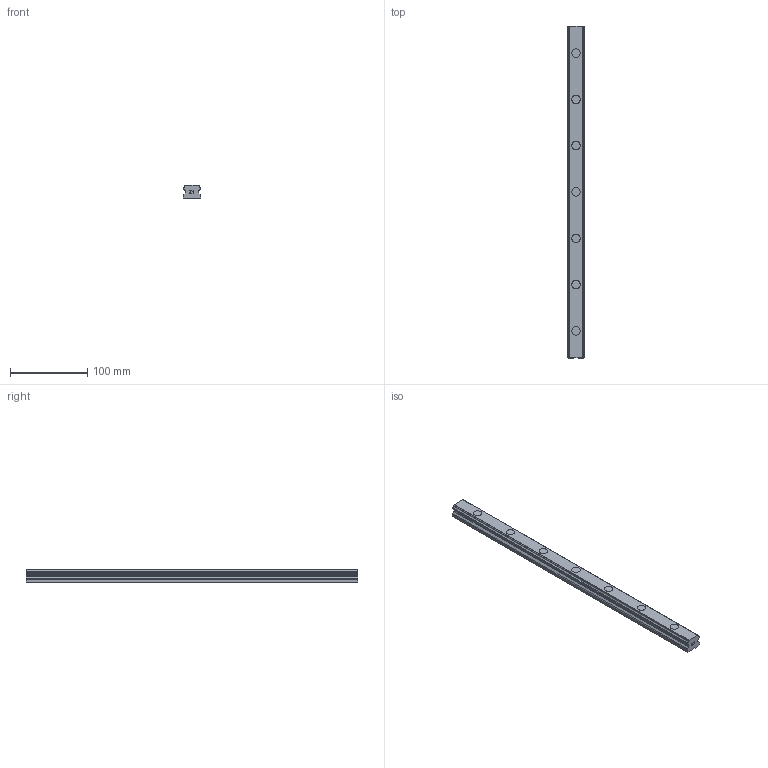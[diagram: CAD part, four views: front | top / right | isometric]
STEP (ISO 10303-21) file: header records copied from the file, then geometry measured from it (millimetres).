
FILE_DESCRIPTION(('STEP AP214'),'1');
FILE_NAME('cctmp_B789E29B-F083-4883-84B1-1480262F9A07_2021_02_10_08_33_00_0748..stp','2021-02-10T07:33:00',('HIWIN GmbH'),('CADClick - www.CADClick.com'),'Spatial InterOp 3D',' ','unknown authorization');
FILE_SCHEMA(('AUTOMOTIVE_DESIGN'));
Length unit declared in the file: millimetre
Products named in the file (1): EGR25R430C_FILE
Bounding box: 23 x 430 x 18 mm (x, y, z)
Volume: 148077.1 mm3; surface area: 40479.6 mm2
Topology: 1 solids, 1 shells, 189 faces, 507 edges, 338 vertices
Faces by surface type: plane 127, cylinder 62
Entity records: 7497 total; most frequent: DIRECTION 1067, CARTESIAN_POINT 1035, ORIENTED_EDGE 1014, EDGE_CURVE 507, AXIS2_PLACEMENT_3D 370, VERTEX_POINT 338, LINE 327, VECTOR 327
